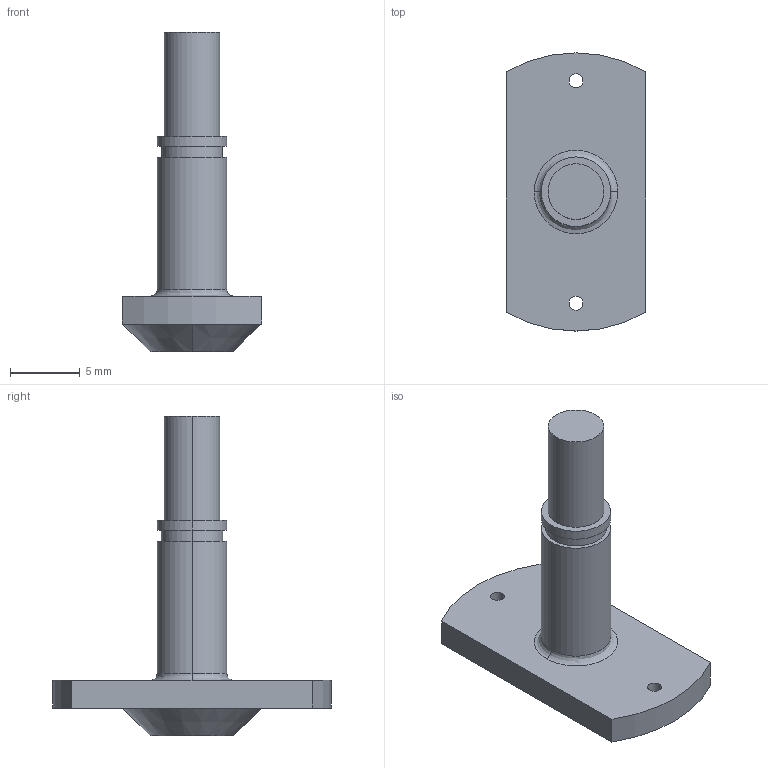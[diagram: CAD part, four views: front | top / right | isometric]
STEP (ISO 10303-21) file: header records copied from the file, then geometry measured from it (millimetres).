
FILE_DESCRIPTION (( 'STEP AP203' ), '1' );
FILE_NAME ('Haptic_Balancing-P1_Part27_X1_Default_sldprt.STEP', '2023-08-01T11:30:53', ( '' ), ( '' ), 'SwSTEP 2.0', 'SolidWorks 2022', '' );
FILE_SCHEMA (( 'CONFIG_CONTROL_DESIGN' ));
Length unit declared in the file: millimetre
Products named in the file (1): Haptic_Balancing-P1_Part27_X1_Default_sldprt
Bounding box: 10 x 20 x 23 mm (x, y, z)
Volume: 761.2 mm3; surface area: 842.7 mm2
Topology: 1 solids, 1 shells, 37 faces, 82 edges, 52 vertices
Faces by surface type: cylinder 16, plane 11, cone 8, bspline 2
Entity records: 1215 total; most frequent: CARTESIAN_POINT 278, DIRECTION 198, ORIENTED_EDGE 164, AXIS2_PLACEMENT_3D 84, EDGE_CURVE 82, VERTEX_POINT 52, CIRCLE 48, EDGE_LOOP 46
